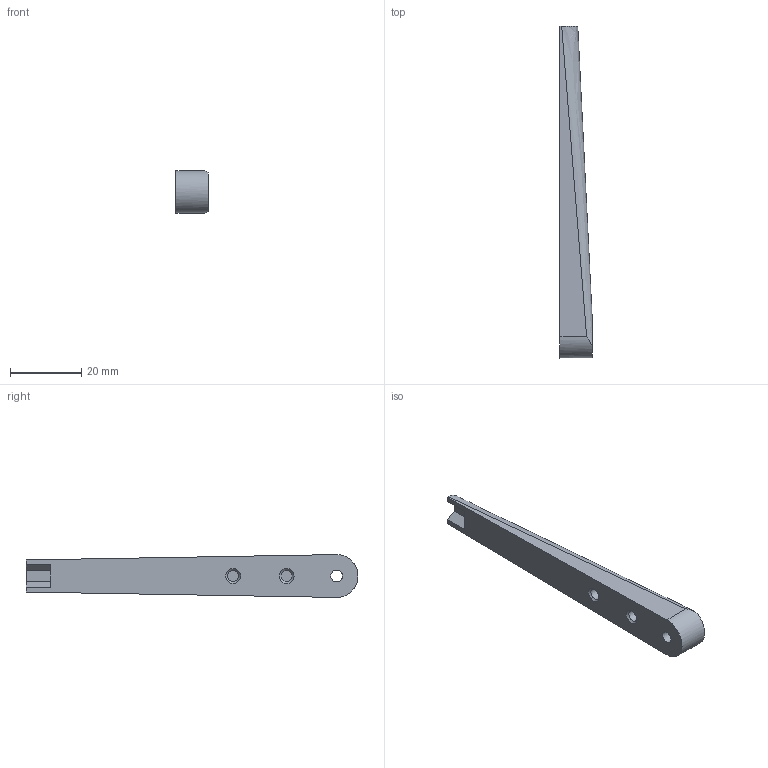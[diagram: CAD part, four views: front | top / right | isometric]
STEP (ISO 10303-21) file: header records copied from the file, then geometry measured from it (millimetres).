
FILE_DESCRIPTION(/* description */ ('STEP AP242 Edition 2','CAx-IF Rec.Pracs.---Representation and Presentation of Product Manufacturing Information (PMI)---4.0---2014-10-13','CAx-IF Rec.Pracs.---3D Tessellated Geometry---0.4---2014-09-14','2;1','CAx-IF Rec.Pracs.---User Defined Attributes---1.5---2016-08-15'),/* implementation_level */ '2;1');
FILE_NAME(/* name */ '6993f1ac0d4e2462dcaa3c15',/* time_stamp */ '2026-02-17T04:42:21Z',/* author */ (''),/* organization */ (''),/* preprocessor_version */ 'ST-DEVELOPER v20',/* originating_system */ 'ONSHAPE BY PTC INC, 1.210',/* authorisation */ ' ');
FILE_SCHEMA (('AP242_MANAGED_MODEL_BASED_3D_ENGINEERING_MIM_LF { 1 0 10303 442 3 1 4 }'));
Length unit declared in the file: metre
Products named in the file (1): Part 1
Bounding box: 9 x 93 x 12 mm (x, y, z)
Volume: 6320.5 mm3; surface area: 3379.8 mm2
Topology: 1 solids, 1 shells, 23 faces, 57 edges, 39 vertices
Faces by surface type: plane 13, cylinder 5, cone 3, bspline 2
Full cylindrical faces by diameter (mm): 3.2 x2, 3.3 x1, 8.15 x1
Entity records: 720 total; most frequent: CARTESIAN_POINT 216, DIRECTION 95, ORIENTED_EDGE 88, EDGE_CURVE 44, EDGE_LOOP 35, FACE_BOUND 35, AXIS2_PLACEMENT_3D 35, VERTEX_POINT 33
